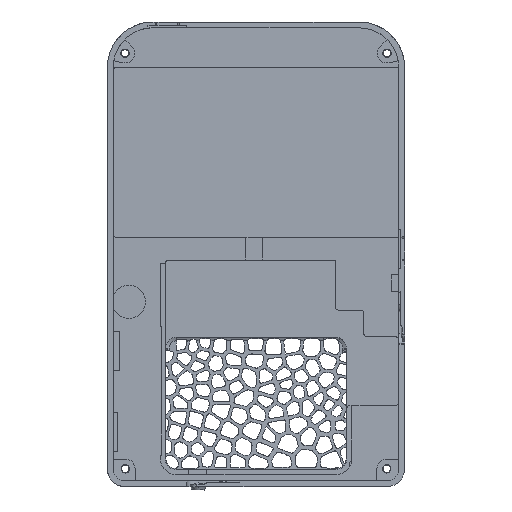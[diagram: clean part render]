
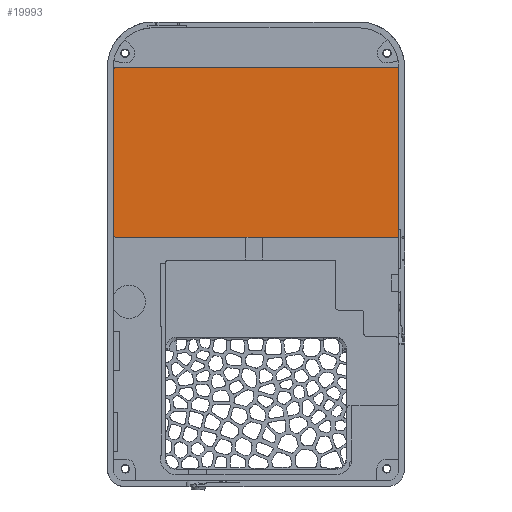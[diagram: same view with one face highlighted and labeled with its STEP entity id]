
A CAD part, front view. The second image highlights one B-rep face of the part: STEP entity #19993.
In plain terms, the highlighted planar face has unit normal (0, -1, 0).
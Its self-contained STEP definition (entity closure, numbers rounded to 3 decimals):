
#2656=FACE_OUTER_BOUND('',#3893,.T.);
#3893=EDGE_LOOP('',(#16381,#16382,#16383,#16384));
#5763=LINE('',#37563,#7330);
#5764=LINE('',#37565,#7331);
#5765=LINE('',#37567,#7332);
#5766=LINE('',#37568,#7333);
#7330=VECTOR('',#23594,10.);
#7331=VECTOR('',#23595,10.);
#7332=VECTOR('',#23596,10.);
#7333=VECTOR('',#23597,10.);
#9913=VERTEX_POINT('',#37561);
#9914=VERTEX_POINT('',#37562);
#9915=VERTEX_POINT('',#37564);
#9916=VERTEX_POINT('',#37566);
#12391=EDGE_CURVE('',#9913,#9914,#5763,.T.);
#12392=EDGE_CURVE('',#9915,#9913,#5764,.T.);
#12393=EDGE_CURVE('',#9916,#9915,#5765,.T.);
#12394=EDGE_CURVE('',#9914,#9916,#5766,.T.);
#16381=ORIENTED_EDGE('',*,*,#12391,.F.);
#16382=ORIENTED_EDGE('',*,*,#12392,.F.);
#16383=ORIENTED_EDGE('',*,*,#12393,.F.);
#16384=ORIENTED_EDGE('',*,*,#12394,.F.);
#19522=PLANE('',#21254);
#19993=ADVANCED_FACE('',(#2656),#19522,.T.);
#21254=AXIS2_PLACEMENT_3D('',#37560,#23592,#23593);
#23592=DIRECTION('center_axis',(0.,-1.,0.));
#23593=DIRECTION('ref_axis',(0.,0.,-1.));
#23594=DIRECTION('',(-1.,0.,0.));
#23595=DIRECTION('',(0.,0.,-1.));
#23596=DIRECTION('',(1.,0.,0.));
#23597=DIRECTION('',(0.,0.,1.));
#37560=CARTESIAN_POINT('Origin',(-49.5,0.792,-58.578));
#37561=CARTESIAN_POINT('',(89.958,0.792,-66.486));
#37562=CARTESIAN_POINT('',(1.784,0.792,-66.486));
#37563=CARTESIAN_POINT('',(-23.858,0.792,-66.486));
#37564=CARTESIAN_POINT('',(89.958,0.792,-14.037));
#37565=CARTESIAN_POINT('',(89.958,0.792,-36.307));
#37566=CARTESIAN_POINT('',(1.784,0.792,-14.036));
#37567=CARTESIAN_POINT('',(20.229,0.792,-14.036));
#37568=CARTESIAN_POINT('',(1.784,0.792,-62.532));
